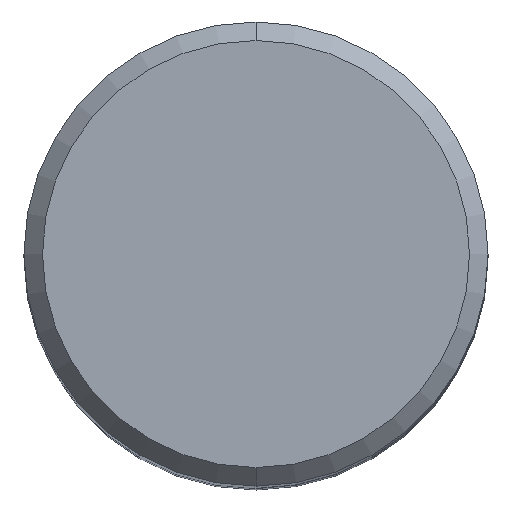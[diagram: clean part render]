
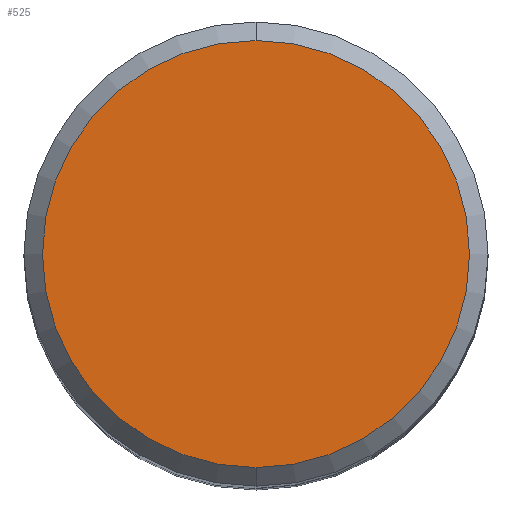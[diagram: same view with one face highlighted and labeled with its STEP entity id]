
A CAD part, top view. The second image highlights one B-rep face of the part: STEP entity #525.
In plain terms, the highlighted planar face has unit normal (0, 0, 1).
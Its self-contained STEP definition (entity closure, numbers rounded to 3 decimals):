
#225=EDGE_CURVE('',#507,#237,#585,.T.);
#237=VERTEX_POINT('',#598);
#499=EDGE_CURVE('',#237,#507,#891,.T.);
#507=VERTEX_POINT('',#899);
#525=ADVANCED_FACE('',(#919),#920,.T.);
#585=CIRCLE('',#1048,11.5);
#598=CARTESIAN_POINT('',(0.0,11.5,0.0));
#891=CIRCLE('',#1706,11.5);
#899=CARTESIAN_POINT('',(0.,-11.5,0.0));
#919=FACE_OUTER_BOUND('',#1795,.T.);
#920=PLANE('',#1796);
#1048=AXIS2_PLACEMENT_3D('',#1838,#1839,#1840);
#1706=AXIS2_PLACEMENT_3D('',#2208,#2209,#2210);
#1795=EDGE_LOOP('',(#2227,#2228));
#1796=AXIS2_PLACEMENT_3D('',#2229,#2230,#2231);
#1838=CARTESIAN_POINT('',(0.0,0.0,0.0));
#1839=DIRECTION('',(0.0,0.0,-1.0));
#1840=DIRECTION('',(0.0,1.0,0.0));
#2208=CARTESIAN_POINT('',(0.0,0.0,0.0));
#2209=DIRECTION('',(0.0,0.0,-1.0));
#2210=DIRECTION('',(0.0,1.0,0.0));
#2227=ORIENTED_EDGE('',*,*,#499,.F.);
#2228=ORIENTED_EDGE('',*,*,#225,.F.);
#2229=CARTESIAN_POINT('',(0.0,5.75,0.0));
#2230=DIRECTION('',(-0.0,0.0,1.0));
#2231=DIRECTION('',(0.0,-1.0,0.0));
